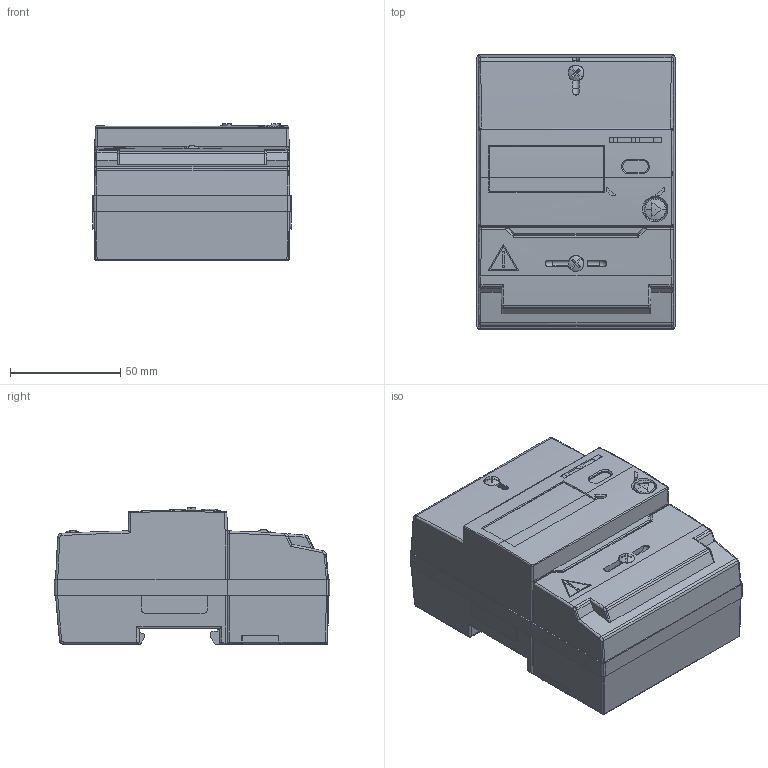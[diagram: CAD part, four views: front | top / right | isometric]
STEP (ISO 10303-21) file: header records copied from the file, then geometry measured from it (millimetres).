
FILE_DESCRIPTION (( 'STEP AP214' ), '1' );
FILE_NAME ('R7.STEP', '2025-02-05T12:24:37', ( '' ), ( '' ), 'SwSTEP 2.0', 'SolidWorks 2019', '' );
FILE_SCHEMA (( 'AUTOMOTIVE_DESIGN' ));
Length unit declared in the file: millimetre
Products named in the file (1): R7
Bounding box: 90 x 125 x 62 mm (x, y, z)
Volume: 219519.7 mm3; surface area: 244762.5 mm2
Topology: 42 solids, 42 shells, 4873 faces, 13594 edges, 8693 vertices
Faces by surface type: plane 2938, cylinder 1295, cone 203, torus 183, bspline 131, sphere 123
Entity records: 170001 total; most frequent: CARTESIAN_POINT 45990, ORIENTED_EDGE 26954, DIRECTION 24715, EDGE_CURVE 13477, LINE 8755, VECTOR 8755, VERTEX_POINT 8650, AXIS2_PLACEMENT_3D 7980
